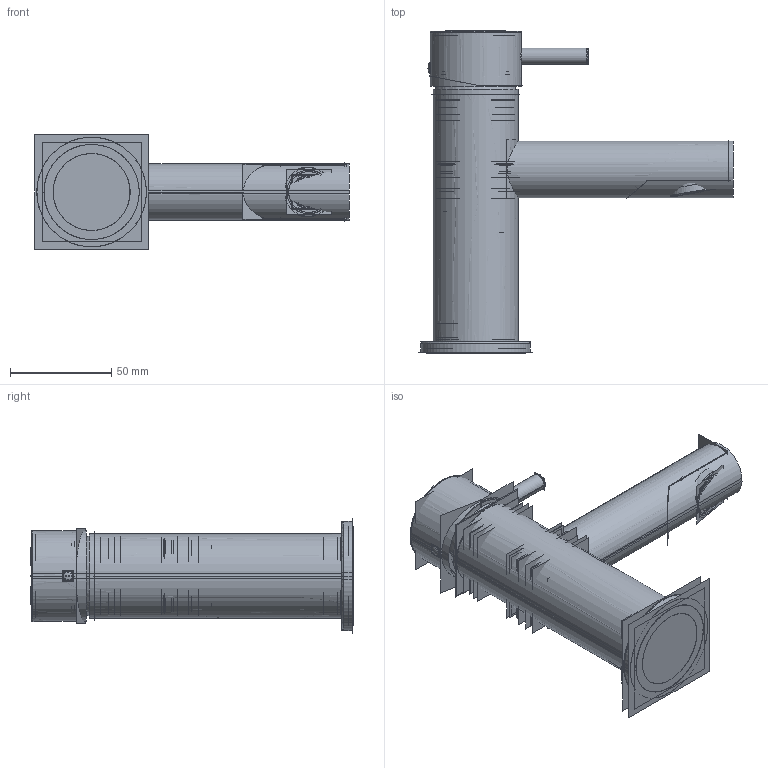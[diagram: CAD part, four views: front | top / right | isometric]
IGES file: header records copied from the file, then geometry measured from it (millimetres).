
Start section:  PTC IGES file: kl110dnc_asm.igs
Global section: file name: kl110dnc_asm.igs; native system: Pro/ENGINEER by Parametric Technology Corporation; preprocessor: 2009360; author: user33; organization: Unknown; date: 20191213.161755; units: millimetre
Bounding box: 155.32 x 159.28 x 56.28 mm (x, y, z)
Volume: 142807.9 mm3; surface area: 486319.4 mm2
Topology: 13 solids, 30 shells, 1382 faces, 7110 edges, 9098 vertices
Faces by surface type: revolution 888, bspline 494
